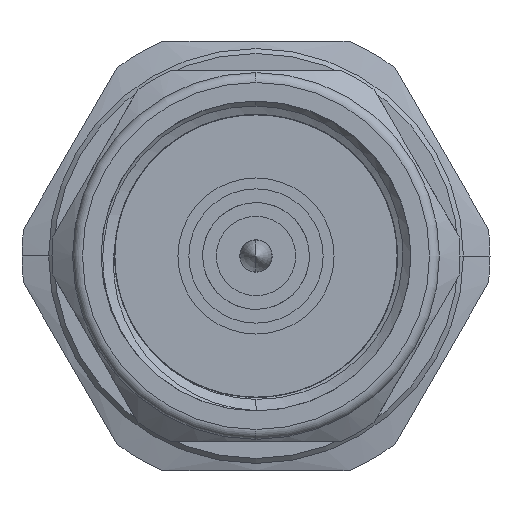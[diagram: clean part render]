
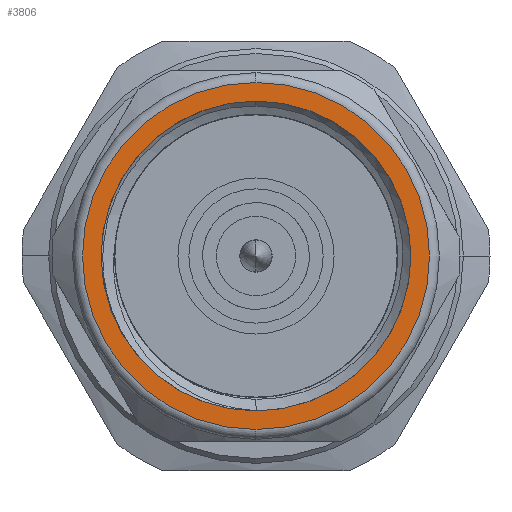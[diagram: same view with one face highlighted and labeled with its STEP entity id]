
A CAD part, left-side view. The second image highlights one B-rep face of the part: STEP entity #3806.
In plain terms, the highlighted planar face has unit normal (-1, 0, 0).
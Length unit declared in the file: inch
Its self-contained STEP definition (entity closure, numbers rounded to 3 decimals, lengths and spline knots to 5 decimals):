
#327 = CARTESIAN_POINT ( 'NONE',  ( 0., 0., 0.35 ) ) ;
#1198 = ORIENTED_EDGE ( 'NONE', *, *, #4066, .T. ) ;
#1327 = FACE_BOUND ( 'NONE', #6373, .T. ) ;
#1521 = EDGE_CURVE ( 'NONE', #1638, #1620, #4284, .T. ) ;
#1620 = VERTEX_POINT ( 'NONE', #1706 ) ;
#1638 = VERTEX_POINT ( 'NONE', #327 ) ;
#1653 = DIRECTION ( 'NONE',  ( -1., 0., 0. ) ) ;
#1657 = DIRECTION ( 'NONE',  ( -1., 0., 0. ) ) ;
#1706 = CARTESIAN_POINT ( 'NONE',  ( 0., 0., -0.35 ) ) ;
#1800 = DIRECTION ( 'NONE',  ( 0., 0., -1. ) ) ;
#2021 = ORIENTED_EDGE ( 'NONE', *, *, #7825, .F. ) ;
#2183 = AXIS2_PLACEMENT_3D ( 'NONE', #9014, #3174, #1800 ) ;
#2666 = VERTEX_POINT ( 'NONE', #3337 ) ;
#3125 = AXIS2_PLACEMENT_3D ( 'NONE', #4680, #3313, #6177 ) ;
#3174 = DIRECTION ( 'NONE',  ( -1., 0., 0. ) ) ;
#3313 = DIRECTION ( 'NONE',  ( -1., 0., 0. ) ) ;
#3337 = CARTESIAN_POINT ( 'NONE',  ( 0., 0., 0.3125 ) ) ;
#3640 = EDGE_CURVE ( 'NONE', #5714, #2666, #6164, .T. ) ;
#3806 = ADVANCED_FACE ( 'NONE', ( #1327, #7753 ), #4919, .F. ) ;
#4066 = EDGE_CURVE ( 'NONE', #1620, #1638, #6253, .T. ) ;
#4160 = DIRECTION ( 'NONE',  ( 0., 0., -1. ) ) ;
#4284 = CIRCLE ( 'NONE', #2183, 0.35 ) ;
#4530 = DIRECTION ( 'NONE',  ( 0., 0., -1. ) ) ;
#4629 = CARTESIAN_POINT ( 'NONE',  ( 0., 0., 0. ) ) ;
#4680 = CARTESIAN_POINT ( 'NONE',  ( 0., 0., 0. ) ) ;
#4919 = PLANE ( 'NONE',  #8554 ) ;
#4999 = EDGE_LOOP ( 'NONE', ( #1198, #5684 ) ) ;
#5684 = ORIENTED_EDGE ( 'NONE', *, *, #1521, .T. ) ;
#5714 = VERTEX_POINT ( 'NONE', #8766 ) ;
#6164 = CIRCLE ( 'NONE', #6859, 0.3125 ) ;
#6177 = DIRECTION ( 'NONE',  ( 0., 0., 1. ) ) ;
#6253 = CIRCLE ( 'NONE', #8099, 0.35 ) ;
#6320 = CARTESIAN_POINT ( 'NONE',  ( 0., 0., 0. ) ) ;
#6373 = EDGE_LOOP ( 'NONE', ( #2021, #7165 ) ) ;
#6727 = CIRCLE ( 'NONE', #3125, 0.3125 ) ;
#6795 = DIRECTION ( 'NONE',  ( 0., 0., 1. ) ) ;
#6859 = AXIS2_PLACEMENT_3D ( 'NONE', #4629, #1657, #6795 ) ;
#7165 = ORIENTED_EDGE ( 'NONE', *, *, #3640, .F. ) ;
#7753 = FACE_OUTER_BOUND ( 'NONE', #4999, .T. ) ;
#7825 = EDGE_CURVE ( 'NONE', #2666, #5714, #6727, .T. ) ;
#8099 = AXIS2_PLACEMENT_3D ( 'NONE', #8151, #1653, #4530 ) ;
#8151 = CARTESIAN_POINT ( 'NONE',  ( 0., 0., 0. ) ) ;
#8554 = AXIS2_PLACEMENT_3D ( 'NONE', #6320, #9287, #4160 ) ;
#8766 = CARTESIAN_POINT ( 'NONE',  ( 0., 0., -0.3125 ) ) ;
#9014 = CARTESIAN_POINT ( 'NONE',  ( 0., 0., 0. ) ) ;
#9287 = DIRECTION ( 'NONE',  ( 1., 0., 0. ) ) ;
